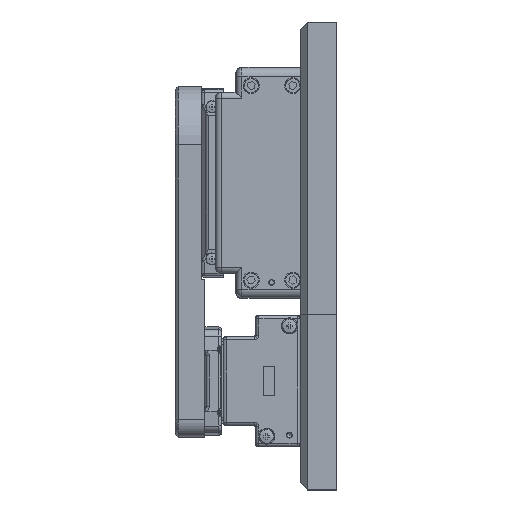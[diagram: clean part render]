
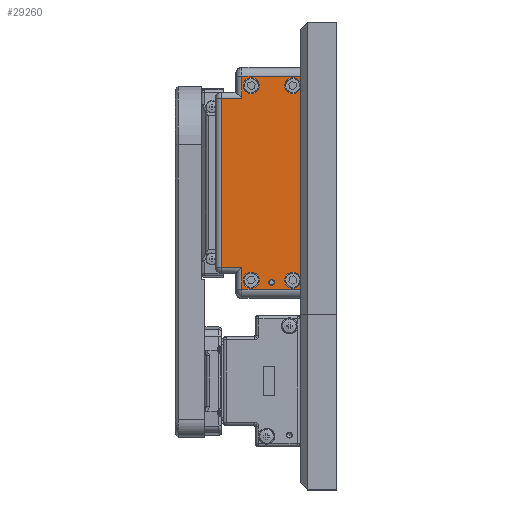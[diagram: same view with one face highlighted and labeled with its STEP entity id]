
A CAD part, left-side view. The second image highlights one B-rep face of the part: STEP entity #29260.
In plain terms, the highlighted face is planar.
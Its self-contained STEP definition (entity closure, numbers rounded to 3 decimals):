
#1758=FACE_BOUND('',#6219,.T.);
#1759=FACE_BOUND('',#6220,.T.);
#1760=FACE_BOUND('',#6221,.T.);
#1761=FACE_BOUND('',#6222,.T.);
#1762=FACE_BOUND('',#6223,.T.);
#2940=CIRCLE('',#32162,5.5);
#2941=CIRCLE('',#32163,5.5);
#2944=CIRCLE('',#32167,5.5);
#2945=CIRCLE('',#32168,5.5);
#2948=CIRCLE('',#32172,5.5);
#2949=CIRCLE('',#32173,5.5);
#2952=CIRCLE('',#32177,5.5);
#2953=CIRCLE('',#32178,5.5);
#2956=CIRCLE('',#32182,2.);
#2957=CIRCLE('',#32183,2.);
#4359=FACE_OUTER_BOUND('',#6218,.T.);
#6218=EDGE_LOOP('',(#23729,#23730,#23731,#23732,#23733,#23734,#23735,#23736));
#6219=EDGE_LOOP('',(#23737,#23738));
#6220=EDGE_LOOP('',(#23739,#23740));
#6221=EDGE_LOOP('',(#23741,#23742));
#6222=EDGE_LOOP('',(#23743,#23744));
#6223=EDGE_LOOP('',(#23745,#23746));
#8190=LINE('',#52167,#10466);
#8191=LINE('',#52169,#10467);
#8192=LINE('',#52171,#10468);
#8193=LINE('',#52173,#10469);
#8194=LINE('',#52175,#10470);
#8195=LINE('',#52177,#10471);
#8196=LINE('',#52179,#10472);
#8197=LINE('',#52180,#10473);
#10466=VECTOR('',#38645,1000.);
#10467=VECTOR('',#38646,1000.);
#10468=VECTOR('',#38647,1000.);
#10469=VECTOR('',#38648,1000.);
#10470=VECTOR('',#38649,1000.);
#10471=VECTOR('',#38650,1000.);
#10472=VECTOR('',#38651,1000.);
#10473=VECTOR('',#38652,1000.);
#13276=VERTEX_POINT('',#52018);
#13277=VERTEX_POINT('',#52020);
#13280=VERTEX_POINT('',#52028);
#13281=VERTEX_POINT('',#52030);
#13284=VERTEX_POINT('',#52038);
#13285=VERTEX_POINT('',#52040);
#13288=VERTEX_POINT('',#52048);
#13289=VERTEX_POINT('',#52050);
#13292=VERTEX_POINT('',#52058);
#13293=VERTEX_POINT('',#52060);
#13336=VERTEX_POINT('',#52165);
#13337=VERTEX_POINT('',#52166);
#13338=VERTEX_POINT('',#52168);
#13339=VERTEX_POINT('',#52170);
#13340=VERTEX_POINT('',#52172);
#13341=VERTEX_POINT('',#52174);
#13342=VERTEX_POINT('',#52176);
#13343=VERTEX_POINT('',#52178);
#16950=EDGE_CURVE('',#13276,#13277,#2940,.T.);
#16951=EDGE_CURVE('',#13277,#13276,#2941,.T.);
#16955=EDGE_CURVE('',#13280,#13281,#2944,.T.);
#16956=EDGE_CURVE('',#13281,#13280,#2945,.T.);
#16960=EDGE_CURVE('',#13284,#13285,#2948,.T.);
#16961=EDGE_CURVE('',#13285,#13284,#2949,.T.);
#16965=EDGE_CURVE('',#13288,#13289,#2952,.T.);
#16966=EDGE_CURVE('',#13289,#13288,#2953,.T.);
#16970=EDGE_CURVE('',#13292,#13293,#2956,.T.);
#16971=EDGE_CURVE('',#13293,#13292,#2957,.T.);
#17017=EDGE_CURVE('',#13336,#13337,#8190,.T.);
#17018=EDGE_CURVE('',#13337,#13338,#8191,.T.);
#17019=EDGE_CURVE('',#13338,#13339,#8192,.T.);
#17020=EDGE_CURVE('',#13339,#13340,#8193,.T.);
#17021=EDGE_CURVE('',#13340,#13341,#8194,.T.);
#17022=EDGE_CURVE('',#13341,#13342,#8195,.T.);
#17023=EDGE_CURVE('',#13342,#13343,#8196,.T.);
#17024=EDGE_CURVE('',#13343,#13336,#8197,.T.);
#23729=ORIENTED_EDGE('',*,*,#17017,.T.);
#23730=ORIENTED_EDGE('',*,*,#17018,.T.);
#23731=ORIENTED_EDGE('',*,*,#17019,.T.);
#23732=ORIENTED_EDGE('',*,*,#17020,.T.);
#23733=ORIENTED_EDGE('',*,*,#17021,.T.);
#23734=ORIENTED_EDGE('',*,*,#17022,.T.);
#23735=ORIENTED_EDGE('',*,*,#17023,.T.);
#23736=ORIENTED_EDGE('',*,*,#17024,.T.);
#23737=ORIENTED_EDGE('',*,*,#16951,.F.);
#23738=ORIENTED_EDGE('',*,*,#16950,.F.);
#23739=ORIENTED_EDGE('',*,*,#16956,.F.);
#23740=ORIENTED_EDGE('',*,*,#16955,.F.);
#23741=ORIENTED_EDGE('',*,*,#16961,.F.);
#23742=ORIENTED_EDGE('',*,*,#16960,.F.);
#23743=ORIENTED_EDGE('',*,*,#16966,.F.);
#23744=ORIENTED_EDGE('',*,*,#16965,.F.);
#23745=ORIENTED_EDGE('',*,*,#16971,.F.);
#23746=ORIENTED_EDGE('',*,*,#16970,.F.);
#27940=PLANE('',#32204);
#29260=ADVANCED_FACE('',(#4359,#1758,#1759,#1760,#1761,#1762),#27940,.F.);
#32162=AXIS2_PLACEMENT_3D('',#52021,#38516,#38517);
#32163=AXIS2_PLACEMENT_3D('',#52022,#38518,#38519);
#32167=AXIS2_PLACEMENT_3D('',#52031,#38527,#38528);
#32168=AXIS2_PLACEMENT_3D('',#52032,#38529,#38530);
#32172=AXIS2_PLACEMENT_3D('',#52041,#38538,#38539);
#32173=AXIS2_PLACEMENT_3D('',#52042,#38540,#38541);
#32177=AXIS2_PLACEMENT_3D('',#52051,#38549,#38550);
#32178=AXIS2_PLACEMENT_3D('',#52052,#38551,#38552);
#32182=AXIS2_PLACEMENT_3D('',#52061,#38560,#38561);
#32183=AXIS2_PLACEMENT_3D('',#52062,#38562,#38563);
#32204=AXIS2_PLACEMENT_3D('',#52164,#38643,#38644);
#38516=DIRECTION('center_axis',(0.,0.,1.));
#38517=DIRECTION('ref_axis',(1.,0.,0.));
#38518=DIRECTION('center_axis',(0.,0.,1.));
#38519=DIRECTION('ref_axis',(1.,0.,0.));
#38527=DIRECTION('center_axis',(0.,0.,1.));
#38528=DIRECTION('ref_axis',(1.,0.,0.));
#38529=DIRECTION('center_axis',(0.,0.,1.));
#38530=DIRECTION('ref_axis',(1.,0.,0.));
#38538=DIRECTION('center_axis',(0.,0.,1.));
#38539=DIRECTION('ref_axis',(1.,0.,0.));
#38540=DIRECTION('center_axis',(0.,0.,1.));
#38541=DIRECTION('ref_axis',(1.,0.,0.));
#38549=DIRECTION('center_axis',(0.,0.,1.));
#38550=DIRECTION('ref_axis',(1.,0.,0.));
#38551=DIRECTION('center_axis',(0.,0.,1.));
#38552=DIRECTION('ref_axis',(1.,0.,0.));
#38560=DIRECTION('center_axis',(0.,0.,1.));
#38561=DIRECTION('ref_axis',(1.,0.,0.));
#38562=DIRECTION('center_axis',(0.,0.,1.));
#38563=DIRECTION('ref_axis',(1.,0.,0.));
#38643=DIRECTION('center_axis',(0.,0.,-1.));
#38644=DIRECTION('ref_axis',(-1.,0.,0.));
#38645=DIRECTION('',(1.,0.,0.));
#38646=DIRECTION('',(0.,1.,0.));
#38647=DIRECTION('',(-1.,0.,0.));
#38648=DIRECTION('',(0.,1.,0.));
#38649=DIRECTION('',(-1.,0.,0.));
#38650=DIRECTION('',(0.,-1.,0.));
#38651=DIRECTION('',(-1.,0.,0.));
#38652=DIRECTION('',(0.,-1.,0.));
#52018=CARTESIAN_POINT('',(61.,39.,970.5));
#52020=CARTESIAN_POINT('',(72.,39.,970.5));
#52021=CARTESIAN_POINT('Origin',(66.5,39.,970.5));
#52022=CARTESIAN_POINT('Origin',(66.5,39.,970.5));
#52028=CARTESIAN_POINT('',(61.,10.5,970.5));
#52030=CARTESIAN_POINT('',(72.,10.5,970.5));
#52031=CARTESIAN_POINT('Origin',(66.5,10.5,970.5));
#52032=CARTESIAN_POINT('Origin',(66.5,10.5,970.5));
#52038=CARTESIAN_POINT('',(-72.,10.5,970.5));
#52040=CARTESIAN_POINT('',(-61.,10.5,970.5));
#52041=CARTESIAN_POINT('Origin',(-66.5,10.5,970.5));
#52042=CARTESIAN_POINT('Origin',(-66.5,10.5,970.5));
#52048=CARTESIAN_POINT('',(-72.,39.,970.5));
#52050=CARTESIAN_POINT('',(-61.,39.,970.5));
#52051=CARTESIAN_POINT('Origin',(-66.5,39.,970.5));
#52052=CARTESIAN_POINT('Origin',(-66.5,39.,970.5));
#52058=CARTESIAN_POINT('',(-70.,25.,970.5));
#52060=CARTESIAN_POINT('',(-66.,25.,970.5));
#52061=CARTESIAN_POINT('Origin',(-68.,25.,970.5));
#52062=CARTESIAN_POINT('Origin',(-68.,25.,970.5));
#52164=CARTESIAN_POINT('Origin',(0.,0.5,970.5));
#52165=CARTESIAN_POINT('',(-72.8,4.5,970.5));
#52166=CARTESIAN_POINT('',(72.8,4.5,970.5));
#52167=CARTESIAN_POINT('',(0.,4.5,970.5));
#52168=CARTESIAN_POINT('',(72.8,45.3,970.5));
#52169=CARTESIAN_POINT('',(72.8,0.5,970.5));
#52170=CARTESIAN_POINT('',(57.8,45.3,970.5));
#52171=CARTESIAN_POINT('',(0.,45.3,970.5));
#52172=CARTESIAN_POINT('',(57.8,59.5,970.5));
#52173=CARTESIAN_POINT('',(57.8,0.5,970.5));
#52174=CARTESIAN_POINT('',(-57.8,59.5,970.5));
#52175=CARTESIAN_POINT('',(0.,59.5,970.5));
#52176=CARTESIAN_POINT('',(-57.8,45.3,970.5));
#52177=CARTESIAN_POINT('',(-57.8,0.5,970.5));
#52178=CARTESIAN_POINT('',(-72.8,45.3,970.5));
#52179=CARTESIAN_POINT('',(0.,45.3,970.5));
#52180=CARTESIAN_POINT('',(-72.8,0.5,970.5));
